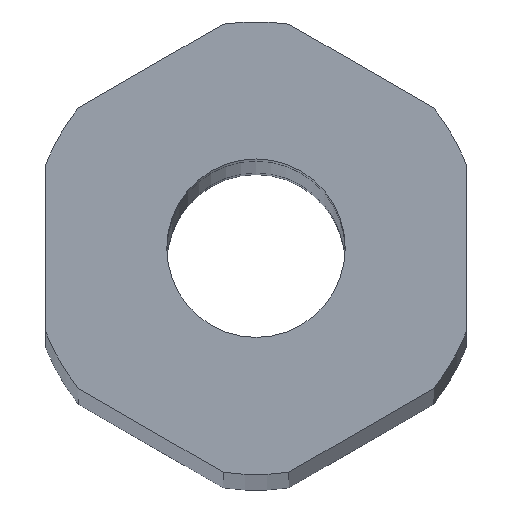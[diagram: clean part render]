
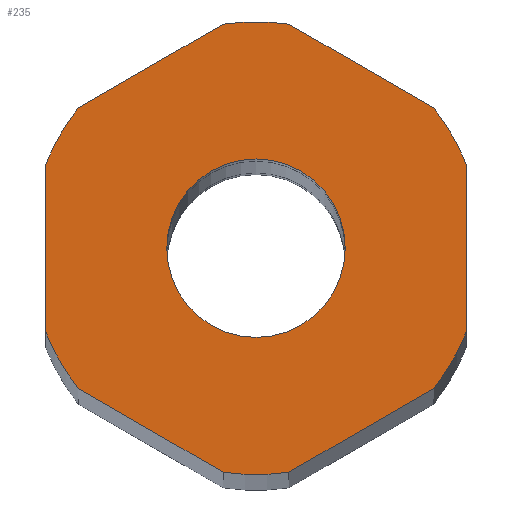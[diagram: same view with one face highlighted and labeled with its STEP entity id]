
A CAD part, top view. The second image highlights one B-rep face of the part: STEP entity #235.
In plain terms, the highlighted planar face has unit normal (0, 0, 1).
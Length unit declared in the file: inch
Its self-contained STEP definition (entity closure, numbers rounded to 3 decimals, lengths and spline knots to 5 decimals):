
#15 = LINE ( 'NONE', #119, #764 ) ;
#16 = DIRECTION ( 'NONE',  ( -0.866, -0.5, 0. ) ) ;
#26 = LINE ( 'NONE', #88, #233 ) ;
#36 = EDGE_CURVE ( 'NONE', #365, #784, #728, .T. ) ;
#40 = CIRCLE ( 'NONE', #505, 0.20177 ) ;
#69 = VERTEX_POINT ( 'NONE', #549 ) ;
#73 = EDGE_CURVE ( 'NONE', #477, #525, #593, .T. ) ;
#81 = CARTESIAN_POINT ( 'NONE',  ( 0.0292, 0.19965, 4. ) ) ;
#82 = ORIENTED_EDGE ( 'NONE', *, *, #36, .T. ) ;
#85 = ORIENTED_EDGE ( 'NONE', *, *, #653, .T. ) ;
#87 = VECTOR ( 'NONE', #441, 39.37008 ) ;
#88 = CARTESIAN_POINT ( 'NONE',  ( 0.1875, 0., 4. ) ) ;
#90 = VECTOR ( 'NONE', #16, 39.37008 ) ;
#91 = AXIS2_PLACEMENT_3D ( 'NONE', #534, #783, #236 ) ;
#93 = EDGE_CURVE ( 'NONE', #173, #199, #454, .T. ) ;
#97 = CARTESIAN_POINT ( 'NONE',  ( -0.1583, -0.12511, 4. ) ) ;
#119 = CARTESIAN_POINT ( 'NONE',  ( 0.09375, -0.16238, 4. ) ) ;
#120 = DIRECTION ( 'NONE',  ( 0., 0., 1. ) ) ;
#122 = EDGE_CURVE ( 'NONE', #224, #577, #141, .T. ) ;
#138 = AXIS2_PLACEMENT_3D ( 'NONE', #444, #378, #760 ) ;
#141 = LINE ( 'NONE', #513, #442 ) ;
#145 = ORIENTED_EDGE ( 'NONE', *, *, #527, .T. ) ;
#146 = FACE_BOUND ( 'NONE', #239, .T. ) ;
#149 = EDGE_CURVE ( 'NONE', #199, #341, #694, .T. ) ;
#150 = PLANE ( 'NONE',  #430 ) ;
#151 = CARTESIAN_POINT ( 'NONE',  ( 0.0292, -0.19965, 4. ) ) ;
#152 = ORIENTED_EDGE ( 'NONE', *, *, #122, .T. ) ;
#154 = DIRECTION ( 'NONE',  ( 0., 0., 1. ) ) ;
#171 = CARTESIAN_POINT ( 'NONE',  ( 0.1875, -0.07454, 4. ) ) ;
#172 = EDGE_CURVE ( 'NONE', #341, #588, #40, .T. ) ;
#173 = VERTEX_POINT ( 'NONE', #446 ) ;
#184 = ORIENTED_EDGE ( 'NONE', *, *, #209, .T. ) ;
#189 = ORIENTED_EDGE ( 'NONE', *, *, #476, .T. ) ;
#194 = CIRCLE ( 'NONE', #138, 0.20177 ) ;
#199 = VERTEX_POINT ( 'NONE', #97 ) ;
#201 = DIRECTION ( 'NONE',  ( 0., 1., 0. ) ) ;
#204 = AXIS2_PLACEMENT_3D ( 'NONE', #787, #120, #736 ) ;
#205 = AXIS2_PLACEMENT_3D ( 'NONE', #561, #564, #275 ) ;
#209 = EDGE_CURVE ( 'NONE', #547, #173, #219, .T. ) ;
#219 = LINE ( 'NONE', #756, #479 ) ;
#224 = VERTEX_POINT ( 'NONE', #560 ) ;
#233 = VECTOR ( 'NONE', #201, 39.37008 ) ;
#235 = ADVANCED_FACE ( 'NONE', ( #146, #328 ), #150, .T. ) ;
#236 = DIRECTION ( 'NONE',  ( 1., 0., 0. ) ) ;
#237 = VERTEX_POINT ( 'NONE', #171 ) ;
#239 = EDGE_LOOP ( 'NONE', ( #758, #600 ) ) ;
#243 = ORIENTED_EDGE ( 'NONE', *, *, #630, .T. ) ;
#246 = ORIENTED_EDGE ( 'NONE', *, *, #93, .T. ) ;
#249 = DIRECTION ( 'NONE',  ( 1., 0., 0. ) ) ;
#252 = AXIS2_PLACEMENT_3D ( 'NONE', #256, #375, #249 ) ;
#254 = DIRECTION ( 'NONE',  ( 0., 0., 1. ) ) ;
#256 = CARTESIAN_POINT ( 'NONE',  ( 0., 0., 4. ) ) ;
#275 = DIRECTION ( 'NONE',  ( 1., 0., 0. ) ) ;
#276 = EDGE_CURVE ( 'NONE', #69, #237, #455, .T. ) ;
#295 = CARTESIAN_POINT ( 'NONE',  ( -0.1583, 0.12511, 4. ) ) ;
#300 = CARTESIAN_POINT ( 'NONE',  ( 0.0795, 0., 4. ) ) ;
#312 = CARTESIAN_POINT ( 'NONE',  ( -0.1875, 0.07454, 4. ) ) ;
#316 = CIRCLE ( 'NONE', #518, 0.20177 ) ;
#325 = DIRECTION ( 'NONE',  ( 0., -1., 0. ) ) ;
#328 = FACE_OUTER_BOUND ( 'NONE', #448, .T. ) ;
#333 = CARTESIAN_POINT ( 'NONE',  ( 0., 0., 4. ) ) ;
#341 = VERTEX_POINT ( 'NONE', #415 ) ;
#359 = DIRECTION ( 'NONE',  ( 0.866, 0.5, 0. ) ) ;
#365 = VERTEX_POINT ( 'NONE', #646 ) ;
#368 = DIRECTION ( 'NONE',  ( 1., 0., 0. ) ) ;
#375 = DIRECTION ( 'NONE',  ( 0., 0., 1. ) ) ;
#378 = DIRECTION ( 'NONE',  ( 0., 0., 1. ) ) ;
#379 = VERTEX_POINT ( 'NONE', #768 ) ;
#391 = ORIENTED_EDGE ( 'NONE', *, *, #149, .T. ) ;
#415 = CARTESIAN_POINT ( 'NONE',  ( -0.0292, -0.19965, 4. ) ) ;
#417 = ORIENTED_EDGE ( 'NONE', *, *, #276, .T. ) ;
#430 = AXIS2_PLACEMENT_3D ( 'NONE', #333, #571, #779 ) ;
#441 = DIRECTION ( 'NONE',  ( 0.866, -0.5, 0. ) ) ;
#442 = VECTOR ( 'NONE', #685, 39.37008 ) ;
#444 = CARTESIAN_POINT ( 'NONE',  ( 0., 0., 4. ) ) ;
#446 = CARTESIAN_POINT ( 'NONE',  ( -0.1875, -0.07454, 4. ) ) ;
#448 = EDGE_LOOP ( 'NONE', ( #456, #85, #152, #243, #82, #145, #184, #246, #391, #781, #189, #417 ) ) ;
#454 = CIRCLE ( 'NONE', #204, 0.20177 ) ;
#455 = CIRCLE ( 'NONE', #91, 0.20177 ) ;
#456 = ORIENTED_EDGE ( 'NONE', *, *, #691, .T. ) ;
#476 = EDGE_CURVE ( 'NONE', #588, #69, #15, .T. ) ;
#477 = VERTEX_POINT ( 'NONE', #599 ) ;
#479 = VECTOR ( 'NONE', #325, 39.37008 ) ;
#488 = CARTESIAN_POINT ( 'NONE',  ( 0., 0., 4. ) ) ;
#505 = AXIS2_PLACEMENT_3D ( 'NONE', #629, #154, #748 ) ;
#513 = CARTESIAN_POINT ( 'NONE',  ( 0.09375, 0.16238, 4. ) ) ;
#518 = AXIS2_PLACEMENT_3D ( 'NONE', #488, #254, #368 ) ;
#525 = VERTEX_POINT ( 'NONE', #300 ) ;
#527 = EDGE_CURVE ( 'NONE', #784, #547, #316, .T. ) ;
#533 = DIRECTION ( 'NONE',  ( 0., 0., 1. ) ) ;
#534 = CARTESIAN_POINT ( 'NONE',  ( 0., 0., 4. ) ) ;
#547 = VERTEX_POINT ( 'NONE', #312 ) ;
#549 = CARTESIAN_POINT ( 'NONE',  ( 0.1583, -0.12511, 4. ) ) ;
#560 = CARTESIAN_POINT ( 'NONE',  ( 0.1583, 0.12511, 4. ) ) ;
#561 = CARTESIAN_POINT ( 'NONE',  ( 0., 0., 4. ) ) ;
#564 = DIRECTION ( 'NONE',  ( 0., 0., 1. ) ) ;
#571 = DIRECTION ( 'NONE',  ( 0., 0., 1. ) ) ;
#577 = VERTEX_POINT ( 'NONE', #81 ) ;
#581 = CIRCLE ( 'NONE', #205, 0.20177 ) ;
#588 = VERTEX_POINT ( 'NONE', #151 ) ;
#593 = CIRCLE ( 'NONE', #252, 0.0795 ) ;
#599 = CARTESIAN_POINT ( 'NONE',  ( -0.0795, 0., 4. ) ) ;
#600 = ORIENTED_EDGE ( 'NONE', *, *, #73, .F. ) ;
#608 = CARTESIAN_POINT ( 'NONE',  ( -0.09375, 0.16238, 4. ) ) ;
#629 = CARTESIAN_POINT ( 'NONE',  ( 0., 0., 4. ) ) ;
#630 = EDGE_CURVE ( 'NONE', #577, #365, #194, .T. ) ;
#634 = CIRCLE ( 'NONE', #686, 0.0795 ) ;
#646 = CARTESIAN_POINT ( 'NONE',  ( -0.0292, 0.19965, 4. ) ) ;
#648 = DIRECTION ( 'NONE',  ( 1., 0., 0. ) ) ;
#653 = EDGE_CURVE ( 'NONE', #379, #224, #581, .T. ) ;
#685 = DIRECTION ( 'NONE',  ( -0.866, 0.5, 0. ) ) ;
#686 = AXIS2_PLACEMENT_3D ( 'NONE', #705, #533, #648 ) ;
#691 = EDGE_CURVE ( 'NONE', #237, #379, #26, .T. ) ;
#694 = LINE ( 'NONE', #697, #87 ) ;
#697 = CARTESIAN_POINT ( 'NONE',  ( -0.09375, -0.16238, 4. ) ) ;
#705 = CARTESIAN_POINT ( 'NONE',  ( 0., 0., 4. ) ) ;
#723 = EDGE_CURVE ( 'NONE', #525, #477, #634, .T. ) ;
#728 = LINE ( 'NONE', #608, #90 ) ;
#736 = DIRECTION ( 'NONE',  ( 1., 0., 0. ) ) ;
#748 = DIRECTION ( 'NONE',  ( 1., 0., 0. ) ) ;
#756 = CARTESIAN_POINT ( 'NONE',  ( -0.1875, 0., 4. ) ) ;
#758 = ORIENTED_EDGE ( 'NONE', *, *, #723, .F. ) ;
#760 = DIRECTION ( 'NONE',  ( 1., 0., 0. ) ) ;
#764 = VECTOR ( 'NONE', #359, 39.37008 ) ;
#768 = CARTESIAN_POINT ( 'NONE',  ( 0.1875, 0.07454, 4. ) ) ;
#779 = DIRECTION ( 'NONE',  ( 1., 0., 0. ) ) ;
#781 = ORIENTED_EDGE ( 'NONE', *, *, #172, .T. ) ;
#783 = DIRECTION ( 'NONE',  ( 0., 0., 1. ) ) ;
#784 = VERTEX_POINT ( 'NONE', #295 ) ;
#787 = CARTESIAN_POINT ( 'NONE',  ( 0., 0., 4. ) ) ;
